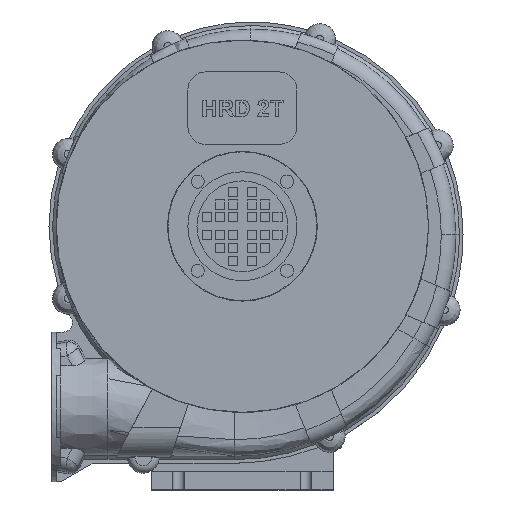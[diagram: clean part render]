
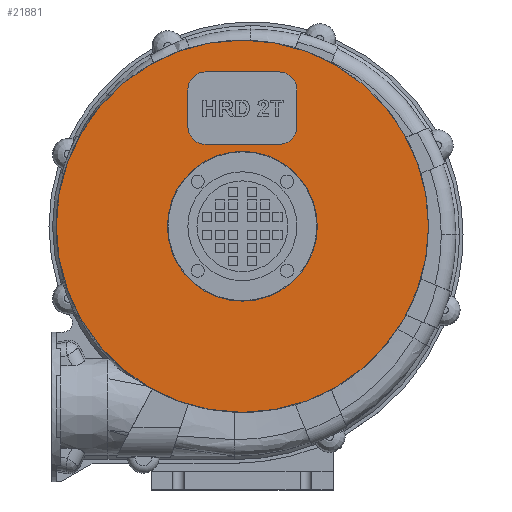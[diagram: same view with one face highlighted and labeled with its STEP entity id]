
A CAD part, top view. The second image highlights one B-rep face of the part: STEP entity #21881.
In plain terms, the highlighted planar face has unit normal (0, 0, 1).
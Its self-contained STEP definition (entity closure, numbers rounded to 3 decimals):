
#832=CARTESIAN_POINT('',(40.0,75.,141.));
#833=VERTEX_POINT('',#832);
#840=CARTESIAN_POINT('',(60.0,95.,141.));
#841=VERTEX_POINT('',#840);
#842=CARTESIAN_POINT('',(40.0,95.,141.));
#843=DIRECTION('',(0.,0.,-1.0));
#844=DIRECTION('',(0.707,-0.707,0.));
#845=AXIS2_PLACEMENT_3D('',#842,#843,#844);
#846=CIRCLE('',#845,20.0);
#847=EDGE_CURVE('',#841,#833,#846,.T.);
#865=CARTESIAN_POINT('',(-40.0,75.,141.));
#866=VERTEX_POINT('',#865);
#873=CARTESIAN_POINT('',(40.0,75.,141.));
#874=DIRECTION('',(-1.0,0.0,0.0));
#875=VECTOR('',#874,80.0);
#876=LINE('',#873,#875);
#877=EDGE_CURVE('',#833,#866,#876,.T.);
#887=CARTESIAN_POINT('',(-60.0,95.,141.));
#888=VERTEX_POINT('',#887);
#889=CARTESIAN_POINT('',(-40.0,95.,141.));
#890=DIRECTION('',(0.,0.,-1.0));
#891=DIRECTION('',(-0.707,-0.707,0.));
#892=AXIS2_PLACEMENT_3D('',#889,#890,#891);
#893=CIRCLE('',#892,20.);
#894=EDGE_CURVE('',#866,#888,#893,.T.);
#912=CARTESIAN_POINT('',(40.0,155.,141.));
#913=VERTEX_POINT('',#912);
#914=CARTESIAN_POINT('',(60.0,135.,141.));
#915=VERTEX_POINT('',#914);
#916=CARTESIAN_POINT('',(40.0,135.,141.));
#917=DIRECTION('',(0.,0.,-1.0));
#918=DIRECTION('',(0.707,0.707,0.));
#919=AXIS2_PLACEMENT_3D('',#916,#917,#918);
#920=CIRCLE('',#919,20.);
#921=EDGE_CURVE('',#913,#915,#920,.T.);
#945=CARTESIAN_POINT('',(-40.0,155.,141.));
#946=VERTEX_POINT('',#945);
#947=CARTESIAN_POINT('',(-40.0,155.,141.));
#948=DIRECTION('',(1.0,0.0,0.0));
#949=VECTOR('',#948,80.0);
#950=LINE('',#947,#949);
#951=EDGE_CURVE('',#946,#913,#950,.T.);
#968=CARTESIAN_POINT('',(-60.0,135.,141.));
#969=VERTEX_POINT('',#968);
#970=CARTESIAN_POINT('',(-40.0,135.,141.));
#971=DIRECTION('',(0.,0.,-1.0));
#972=DIRECTION('',(-0.707,0.707,0.));
#973=AXIS2_PLACEMENT_3D('',#970,#971,#972);
#974=CIRCLE('',#973,20.);
#975=EDGE_CURVE('',#969,#946,#974,.T.);
#996=CARTESIAN_POINT('',(-60.0,95.,141.));
#997=DIRECTION('',(0.0,1.0,0.0));
#998=VECTOR('',#997,40.);
#999=LINE('',#996,#998);
#1000=EDGE_CURVE('',#888,#969,#999,.T.);
#1011=CARTESIAN_POINT('',(60.0,135.,141.));
#1012=DIRECTION('',(0.0,-1.0,0.0));
#1013=VECTOR('',#1012,40.);
#1014=LINE('',#1011,#1013);
#1015=EDGE_CURVE('',#915,#841,#1014,.T.);
#10819=CARTESIAN_POINT('',(205.,-15.,141.));
#10820=VERTEX_POINT('',#10819);
#10821=CARTESIAN_POINT('',(0.,-15.,141.));
#10822=DIRECTION('',(0.0,0.0,-1.0));
#10823=DIRECTION('',(-1.0,0.0,0.0));
#10824=AXIS2_PLACEMENT_3D('',#10821,#10822,#10823);
#10825=CIRCLE('',#10824,205.0);
#10826=EDGE_CURVE('',#10820,#10820,#10825,.T.);
#21792=CARTESIAN_POINT('',(82.5,-15.,141.));
#21793=VERTEX_POINT('',#21792);
#21794=CARTESIAN_POINT('',(0.,-15.,141.));
#21795=DIRECTION('',(0.0,0.0,-1.0));
#21796=DIRECTION('',(-1.0,0.0,0.0));
#21797=AXIS2_PLACEMENT_3D('',#21794,#21795,#21796);
#21798=CIRCLE('',#21797,82.5);
#21799=EDGE_CURVE('',#21793,#21793,#21798,.T.);
#21860=CARTESIAN_POINT('',(0.,-15.,141.));
#21861=DIRECTION('',(0.0,0.0,-1.0));
#21862=DIRECTION('',(-1.0,0.0,0.0));
#21863=AXIS2_PLACEMENT_3D('',#21860,#21861,#21862);
#21864=PLANE('',#21863);
#21865=ORIENTED_EDGE('',*,*,#10826,.F.);
#21866=EDGE_LOOP('',(#21865));
#21867=FACE_OUTER_BOUND('',#21866,.T.);
#21868=ORIENTED_EDGE('',*,*,#921,.T.);
#21869=ORIENTED_EDGE('',*,*,#1015,.T.);
#21870=ORIENTED_EDGE('',*,*,#847,.T.);
#21871=ORIENTED_EDGE('',*,*,#877,.T.);
#21872=ORIENTED_EDGE('',*,*,#894,.T.);
#21873=ORIENTED_EDGE('',*,*,#1000,.T.);
#21874=ORIENTED_EDGE('',*,*,#975,.T.);
#21875=ORIENTED_EDGE('',*,*,#951,.T.);
#21876=EDGE_LOOP('',(#21868,#21869,#21870,#21871,#21872,#21873,#21874,#21875));
#21877=FACE_BOUND('',#21876,.T.);
#21878=ORIENTED_EDGE('',*,*,#21799,.T.);
#21879=EDGE_LOOP('',(#21878));
#21880=FACE_BOUND('',#21879,.T.);
#21881=ADVANCED_FACE('',(#21867,#21877,#21880),#21864,.F.);
